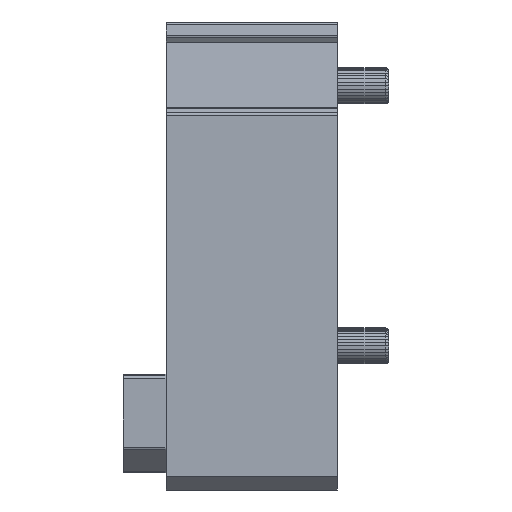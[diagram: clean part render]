
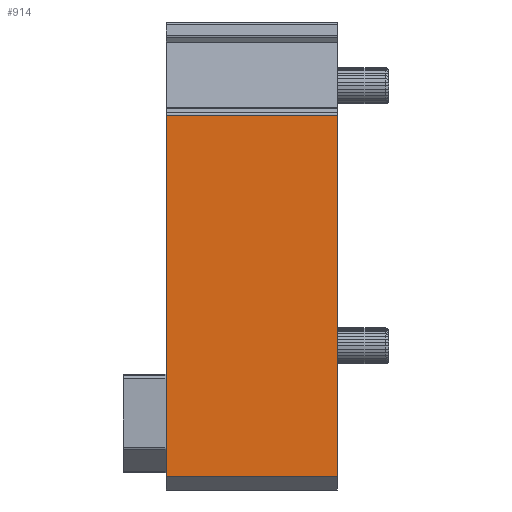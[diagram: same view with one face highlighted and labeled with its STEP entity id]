
A CAD part, left-side view. The second image highlights one B-rep face of the part: STEP entity #914.
In plain terms, the highlighted planar face has unit normal (-1, 0, 0).
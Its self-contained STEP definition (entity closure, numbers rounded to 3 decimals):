
#914 = ADVANCED_FACE( '', ( #1930 ), #1931, .F. );
#1930 = FACE_OUTER_BOUND( '', #3031, .T. );
#1931 = PLANE( '', #3032 );
#3031 = EDGE_LOOP( '', ( #5853, #5854, #5855, #5856 ) );
#3032 = AXIS2_PLACEMENT_3D( '', #5857, #5858, #5859 );
#5853 = ORIENTED_EDGE( '', *, *, #7721, .T. );
#5854 = ORIENTED_EDGE( '', *, *, #7550, .F. );
#5855 = ORIENTED_EDGE( '', *, *, #7067, .F. );
#5856 = ORIENTED_EDGE( '', *, *, #7777, .T. );
#5857 = CARTESIAN_POINT( '', ( -17.5, 5., 0.65 ) );
#5858 = DIRECTION( '', ( 1., 0., 0. ) );
#5859 = DIRECTION( '', ( 0., 0., -1. ) );
#7067 = EDGE_CURVE( '', #8673, #8675, #8676, .T. );
#7550 = EDGE_CURVE( '', #8675, #9381, #9383, .T. );
#7721 = EDGE_CURVE( '', #9595, #9381, #9596, .T. );
#7777 = EDGE_CURVE( '', #8673, #9595, #9664, .T. );
#8673 = VERTEX_POINT( '', #10809 );
#8675 = VERTEX_POINT( '', #10812 );
#8676 = LINE( '', #10813, #10814 );
#9381 = VERTEX_POINT( '', #11796 );
#9383 = LINE( '', #11798, #11799 );
#9595 = VERTEX_POINT( '', #12103 );
#9596 = LINE( '', #12104, #12105 );
#9664 = LINE( '', #12210, #12211 );
#10809 = CARTESIAN_POINT( '', ( -17.5, 10., -12.85 ) );
#10812 = CARTESIAN_POINT( '', ( -17.5, 10., 8.218 ) );
#10813 = CARTESIAN_POINT( '', ( -17.5, 10., -12.85 ) );
#10814 = VECTOR( '', #12971, 1000. );
#11796 = CARTESIAN_POINT( '', ( -17.5, 0., 8.218 ) );
#11798 = CARTESIAN_POINT( '', ( -17.5, 5., 8.218 ) );
#11799 = VECTOR( '', #13534, 1000. );
#12103 = CARTESIAN_POINT( '', ( -17.5, 0., -12.85 ) );
#12104 = CARTESIAN_POINT( '', ( -17.5, 0., 0.65 ) );
#12105 = VECTOR( '', #13696, 1000. );
#12210 = CARTESIAN_POINT( '', ( -17.5, 5., -12.85 ) );
#12211 = VECTOR( '', #13752, 1000. );
#12971 = DIRECTION( '', ( 0., 0., 1. ) );
#13534 = DIRECTION( '', ( 0., -1., 0. ) );
#13696 = DIRECTION( '', ( 0., 0., 1. ) );
#13752 = DIRECTION( '', ( 0., -1., 0. ) );
